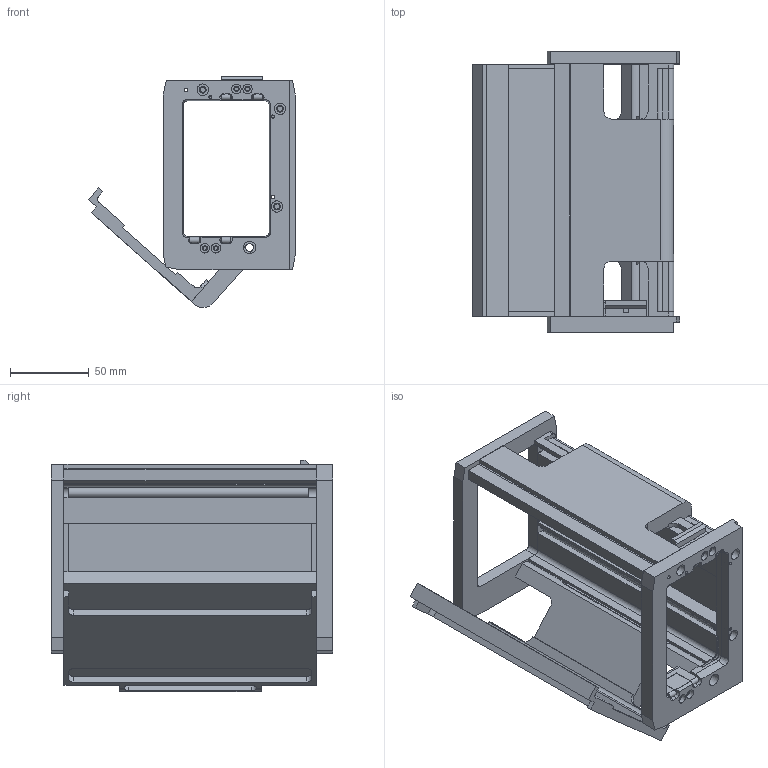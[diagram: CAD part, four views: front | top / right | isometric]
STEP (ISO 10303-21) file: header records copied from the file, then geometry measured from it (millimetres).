
FILE_DESCRIPTION(/* description */ (''),/* implementation_level */ '2;1');
FILE_NAME(/* name */ 'MAGAZINEB v24a.step',/* time_stamp */ '2023-10-31T12:52:07-04:00',/* author */ (''),/* organization */ (''),/* preprocessor_version */ 'ST-DEVELOPER v20',/* originating_system */ 'Autodesk Translation Framework v12.14.0.127',/* authorisation */ '');
FILE_SCHEMA (('AUTOMOTIVE_DESIGN { 1 0 10303 214 3 1 1 }'));
Length unit declared in the file: millimetre
Products named in the file (11): MAGAZINEB; base; plate v2; threaded tab2; gate2; Component29; Component32; Component33; Component30; 7416N55_Internally Threaded Connecting Rod; Component34
Assembly tree (14 placements, depth 3):
  MAGAZINEB
    base
      plate v2
      threaded tab2  x2
      gate2  x2
    Component29
      Component32
      Component33
    Component30
      7416N55_Internally Threaded Connecting Rod  x3
    Component34
Bounding box: 131.35 x 178.3 x 146.54 mm (x, y, z)
Volume: 335358.3 mm3; surface area: 212494.2 mm2
Topology: 12 solids, 12 shells, 820 faces, 2321 edges, 1539 vertices
Faces by surface type: cylinder 439, plane 326, cone 28, bspline 27
Full cylindrical faces by diameter (mm): 2 x10, 2.529 x12, 3 x4, 3.086 x12, 3.1 x6, 3.3 x4, 3.451 x102, 4.3 x6, 4.826 x102, 6 x4, 6.35 x3, 7.2 x3, 8 x2
Entity records: 26731 total; most frequent: CARTESIAN_POINT 12649, ORIENTED_EDGE 3064, DIRECTION 2632, EDGE_CURVE 1532, VERTEX_POINT 1015, LINE 960, VECTOR 960, AXIS2_PLACEMENT_3D 836
